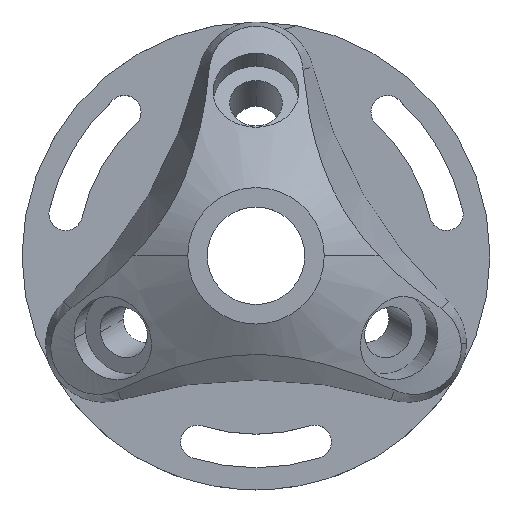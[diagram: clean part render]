
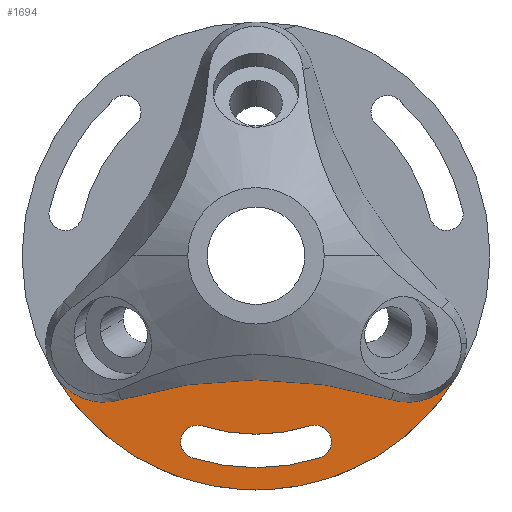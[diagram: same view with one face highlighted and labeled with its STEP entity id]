
A CAD part, top view. The second image highlights one B-rep face of the part: STEP entity #1694.
In plain terms, the highlighted planar face has unit normal (0, 0, 1).
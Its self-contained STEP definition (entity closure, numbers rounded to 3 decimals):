
#25 = EDGE_CURVE ( 'NONE', #184, #381, #392, .T. ) ;
#26 = CARTESIAN_POINT ( 'NONE',  ( -34.641, -36.861, 6.5 ) ) ;
#38 = EDGE_CURVE ( 'NONE', #2301, #2101, #462, .T. ) ;
#47 = DIRECTION ( 'NONE',  ( 0., 0., -1. ) ) ;
#49 = CIRCLE ( 'NONE', #1710, 60. ) ;
#53 = DIRECTION ( 'NONE',  ( 1., 0., 0. ) ) ;
#110 = ORIENTED_EDGE ( 'NONE', *, *, #2277, .F. ) ;
#161 = CARTESIAN_POINT ( 'NONE',  ( 19.335, -47.686, 6.5 ) ) ;
#184 = VERTEX_POINT ( 'NONE', #1356 ) ;
#214 = DIRECTION ( 'NONE',  ( 1., 0., 0. ) ) ;
#228 = CARTESIAN_POINT ( 'NONE',  ( 15.035, -47.686, 6.5 ) ) ;
#246 = EDGE_LOOP ( 'NONE', ( #1549, #2242, #549, #1076 ) ) ;
#255 = DIRECTION ( 'NONE',  ( 0., 0., -1. ) ) ;
#321 = EDGE_CURVE ( 'NONE', #2142, #2062, #1245, .T. ) ;
#359 = AXIS2_PLACEMENT_3D ( 'NONE', #228, #1029, #2022 ) ;
#381 = VERTEX_POINT ( 'NONE', #2192 ) ;
#386 = VERTEX_POINT ( 'NONE', #1786 ) ;
#392 = CIRCLE ( 'NONE', #1828, 15. ) ;
#447 = EDGE_CURVE ( 'NONE', #2565, #2142, #1336, .T. ) ;
#455 = DIRECTION ( 'NONE',  ( 1., 0., 0. ) ) ;
#462 = CIRCLE ( 'NONE', #634, 15. ) ;
#473 = AXIS2_PLACEMENT_3D ( 'NONE', #1221, #47, #2206 ) ;
#479 = ORIENTED_EDGE ( 'NONE', *, *, #955, .F. ) ;
#549 = ORIENTED_EDGE ( 'NONE', *, *, #1288, .F. ) ;
#594 = DIRECTION ( 'NONE',  ( 0., 0., 1. ) ) ;
#630 = DIRECTION ( 'NONE',  ( 1., 0., 0. ) ) ;
#634 = AXIS2_PLACEMENT_3D ( 'NONE', #1073, #1668, #2460 ) ;
#649 = DIRECTION ( 'NONE',  ( 0., 0., 1. ) ) ;
#694 = CARTESIAN_POINT ( 'NONE',  ( -51.962, -30., 6.5 ) ) ;
#700 = DIRECTION ( 'NONE',  ( 1., 0., 0. ) ) ;
#852 = FACE_BOUND ( 'NONE', #2353, .T. ) ;
#865 = EDGE_CURVE ( 'NONE', #2101, #184, #49, .T. ) ;
#889 = VERTEX_POINT ( 'NONE', #2189 ) ;
#955 = EDGE_CURVE ( 'NONE', #2062, #889, #2174, .T. ) ;
#974 = CIRCLE ( 'NONE', #473, 120. ) ;
#979 = CIRCLE ( 'NONE', #2552, 54.3 ) ;
#985 = CARTESIAN_POINT ( 'NONE',  ( 13.742, -43.585, 6.5 ) ) ;
#1029 = DIRECTION ( 'NONE',  ( 0., 0., 1. ) ) ;
#1049 = CARTESIAN_POINT ( 'NONE',  ( 0., 0., 6.5 ) ) ;
#1073 = CARTESIAN_POINT ( 'NONE',  ( -38.971, -22.5, 6.5 ) ) ;
#1076 = ORIENTED_EDGE ( 'NONE', *, *, #38, .T. ) ;
#1087 = AXIS2_PLACEMENT_3D ( 'NONE', #1597, #1398, #214 ) ;
#1113 = CARTESIAN_POINT ( 'NONE',  ( 0., 0., 6.5 ) ) ;
#1221 = CARTESIAN_POINT ( 'NONE',  ( 0., -151.753, 6.5 ) ) ;
#1245 = CIRCLE ( 'NONE', #1087, 45.7 ) ;
#1250 = FACE_OUTER_BOUND ( 'NONE', #246, .T. ) ;
#1260 = DIRECTION ( 'NONE',  ( 1., 0., 0. ) ) ;
#1288 = EDGE_CURVE ( 'NONE', #2301, #381, #974, .T. ) ;
#1316 = DIRECTION ( 'NONE',  ( 1., 0., 0. ) ) ;
#1336 = CIRCLE ( 'NONE', #1829, 4.3 ) ;
#1356 = CARTESIAN_POINT ( 'NONE',  ( 51.962, -30., 6.5 ) ) ;
#1398 = DIRECTION ( 'NONE',  ( 0., 0., -1. ) ) ;
#1549 = ORIENTED_EDGE ( 'NONE', *, *, #865, .T. ) ;
#1597 = CARTESIAN_POINT ( 'NONE',  ( 0., 0., 6.5 ) ) ;
#1603 = CARTESIAN_POINT ( 'NONE',  ( -15.035, -47.686, 6.5 ) ) ;
#1629 = CARTESIAN_POINT ( 'NONE',  ( 15.035, -47.686, 6.5 ) ) ;
#1668 = DIRECTION ( 'NONE',  ( 0., 0., -1. ) ) ;
#1676 = CIRCLE ( 'NONE', #359, 4.3 ) ;
#1694 = ADVANCED_FACE ( 'NONE', ( #852, #1250 ), #1850, .T. ) ;
#1700 = CARTESIAN_POINT ( 'NONE',  ( -13.742, -43.585, 6.5 ) ) ;
#1710 = AXIS2_PLACEMENT_3D ( 'NONE', #1792, #594, #630 ) ;
#1786 = CARTESIAN_POINT ( 'NONE',  ( 16.328, -51.787, 6.5 ) ) ;
#1792 = CARTESIAN_POINT ( 'NONE',  ( 0., 0., 6.5 ) ) ;
#1811 = EDGE_CURVE ( 'NONE', #889, #386, #979, .T. ) ;
#1828 = AXIS2_PLACEMENT_3D ( 'NONE', #2010, #255, #1260 ) ;
#1829 = AXIS2_PLACEMENT_3D ( 'NONE', #1629, #649, #53 ) ;
#1831 = AXIS2_PLACEMENT_3D ( 'NONE', #1603, #2392, #700 ) ;
#1850 = PLANE ( 'NONE',  #2505 ) ;
#1906 = DIRECTION ( 'NONE',  ( 0., 0., 1. ) ) ;
#2010 = CARTESIAN_POINT ( 'NONE',  ( 38.971, -22.5, 6.5 ) ) ;
#2022 = DIRECTION ( 'NONE',  ( 1., 0., 0. ) ) ;
#2029 = DIRECTION ( 'NONE',  ( 0., 0., 1. ) ) ;
#2059 = ORIENTED_EDGE ( 'NONE', *, *, #1811, .F. ) ;
#2062 = VERTEX_POINT ( 'NONE', #1700 ) ;
#2101 = VERTEX_POINT ( 'NONE', #694 ) ;
#2142 = VERTEX_POINT ( 'NONE', #985 ) ;
#2174 = CIRCLE ( 'NONE', #1831, 4.3 ) ;
#2189 = CARTESIAN_POINT ( 'NONE',  ( -16.328, -51.787, 6.5 ) ) ;
#2190 = ORIENTED_EDGE ( 'NONE', *, *, #447, .F. ) ;
#2192 = CARTESIAN_POINT ( 'NONE',  ( 34.641, -36.861, 6.5 ) ) ;
#2206 = DIRECTION ( 'NONE',  ( 1., 0., 0. ) ) ;
#2242 = ORIENTED_EDGE ( 'NONE', *, *, #25, .T. ) ;
#2277 = EDGE_CURVE ( 'NONE', #386, #2565, #1676, .T. ) ;
#2301 = VERTEX_POINT ( 'NONE', #26 ) ;
#2353 = EDGE_LOOP ( 'NONE', ( #479, #2401, #2190, #110, #2059 ) ) ;
#2392 = DIRECTION ( 'NONE',  ( 0., 0., 1. ) ) ;
#2401 = ORIENTED_EDGE ( 'NONE', *, *, #321, .F. ) ;
#2460 = DIRECTION ( 'NONE',  ( 1., 0., 0. ) ) ;
#2505 = AXIS2_PLACEMENT_3D ( 'NONE', #1049, #2029, #1316 ) ;
#2552 = AXIS2_PLACEMENT_3D ( 'NONE', #1113, #1906, #455 ) ;
#2565 = VERTEX_POINT ( 'NONE', #161 ) ;
